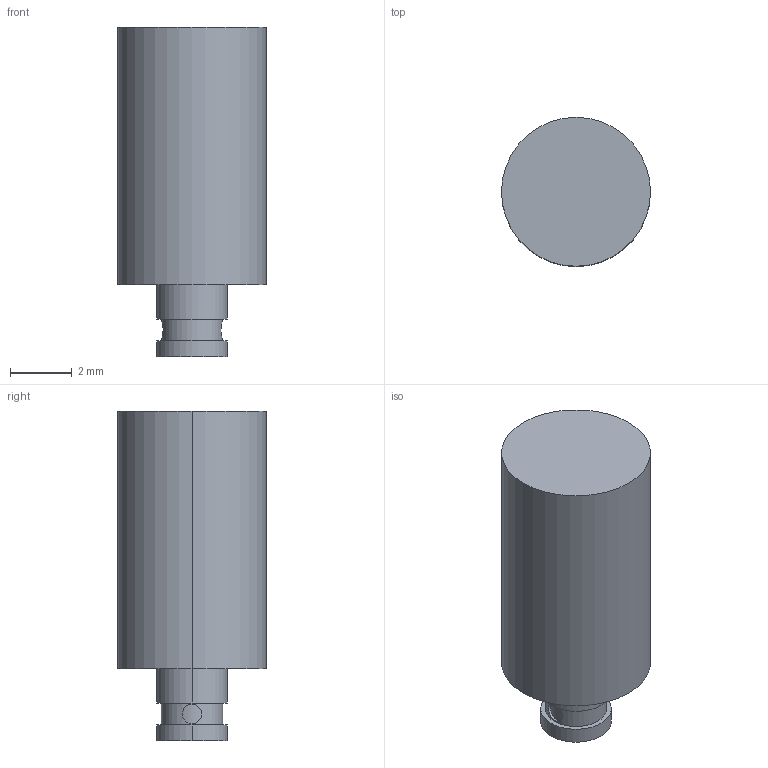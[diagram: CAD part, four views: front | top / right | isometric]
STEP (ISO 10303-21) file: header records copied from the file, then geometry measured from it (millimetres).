
FILE_DESCRIPTION (( 'STEP AP214' ), '1' );
FILE_NAME ('FMCN1539_3D.STEP', '2022-10-05T17:39:39', ( '' ), ( '' ), 'SwSTEP 2.0', 'SolidWorks 2021', '' );
FILE_SCHEMA (( 'AUTOMOTIVE_DESIGN' ));
Length unit declared in the file: inch
Products named in the file (1): FMCN1539_3D
Bounding box: 4.83 x 4.83 x 10.67 mm (x, y, z)
Volume: 161.2 mm3; surface area: 181.4 mm2
Topology: 1 solids, 1 shells, 22 faces, 45 edges, 28 vertices
Faces by surface type: cylinder 17, plane 5
Entity records: 669 total; most frequent: CARTESIAN_POINT 172, DIRECTION 95, ORIENTED_EDGE 90, EDGE_CURVE 45, AXIS2_PLACEMENT_3D 39, VERTEX_POINT 28, EDGE_LOOP 25, FACE_OUTER_BOUND 22
